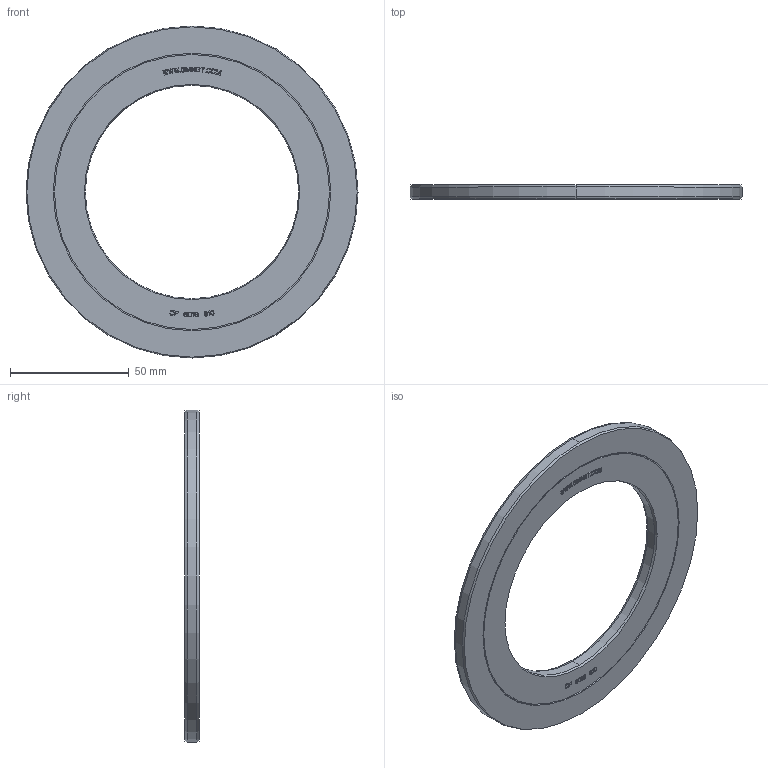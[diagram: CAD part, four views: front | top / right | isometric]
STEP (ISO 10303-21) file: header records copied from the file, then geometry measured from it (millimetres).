
FILE_DESCRIPTION((''),'2;1');
FILE_NAME('CF6018S10_PRT','2016-05-13T',('sales 4'),(''),'PRO/ENGINEER BY PARAMETRIC TECHNOLOGY CORPORATION, 2013150','PRO/ENGINEER BY PARAMETRIC TECHNOLOGY CORPORATION, 2013150','');
FILE_SCHEMA(('AUTOMOTIVE_DESIGN { 1 0 10303 214 1 1 1 1 }'));
Length unit declared in the file: millimetre
Products named in the file (1): CF6018S10_PRT
Bounding box: 140 x 6.05 x 140 mm (x, y, z)
Volume: 51094.9 mm3; surface area: 35301.9 mm2
Topology: 2 solids, 2 shells, 676 faces, 1882 edges, 1250 vertices
Faces by surface type: plane 634, cylinder 30, cone 12
Entity records: 27745 total; most frequent: CARTESIAN_POINT 3810, ORIENTED_EDGE 3764, DIRECTION 3304, PRESENTATION_STYLE_ASSIGNMENT 1955, STYLED_ITEM 1902, CURVE_STYLE 1882, EDGE_CURVE 1882, VECTOR 1812
